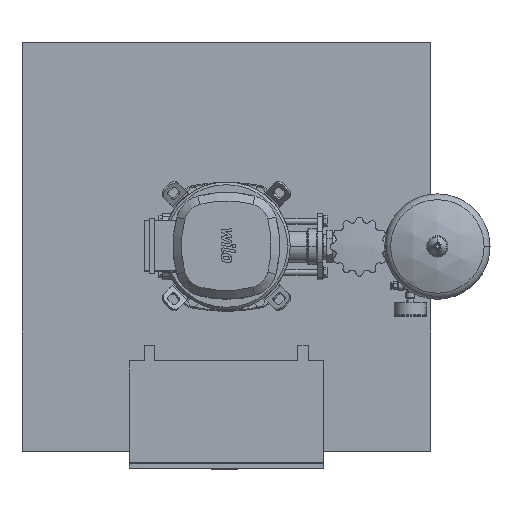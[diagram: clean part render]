
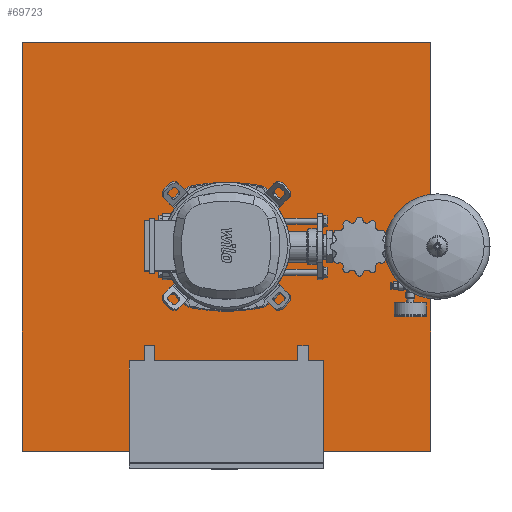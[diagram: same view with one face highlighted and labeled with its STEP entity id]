
A CAD part, top view. The second image highlights one B-rep face of the part: STEP entity #69723.
In plain terms, the highlighted planar face has unit normal (0, 0, 1).
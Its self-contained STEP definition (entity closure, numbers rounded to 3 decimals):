
#69684=CARTESIAN_POINT('',(-400.0,0.,125.0));
#69685=DIRECTION('',(0.0,0.0,1.0));
#69686=DIRECTION('',(0.0,-1.0,0.0));
#69687=AXIS2_PLACEMENT_3D('',#69684,#69685,#69686);
#69688=PLANE('',#69687);
#69689=CARTESIAN_POINT('',(400.0,-400.0,125.));
#69690=VERTEX_POINT('',#69689);
#69691=CARTESIAN_POINT('',(400.0,400.0,125.));
#69692=VERTEX_POINT('',#69691);
#69693=CARTESIAN_POINT('',(400.0,-400.0,125.));
#69694=DIRECTION('',(0.0,1.0,0.0));
#69695=VECTOR('',#69694,800.0);
#69696=LINE('',#69693,#69695);
#69697=EDGE_CURVE('',#69690,#69692,#69696,.T.);
#69698=ORIENTED_EDGE('',*,*,#69697,.T.);
#69699=CARTESIAN_POINT('',(-400.0,400.0,125.));
#69700=VERTEX_POINT('',#69699);
#69701=CARTESIAN_POINT('',(-400.0,400.0,125.));
#69702=DIRECTION('',(1.0,0.0,0.0));
#69703=VECTOR('',#69702,800.0);
#69704=LINE('',#69701,#69703);
#69705=EDGE_CURVE('',#69700,#69692,#69704,.T.);
#69706=ORIENTED_EDGE('',*,*,#69705,.F.);
#69707=CARTESIAN_POINT('',(-400.0,-400.0,125.));
#69708=VERTEX_POINT('',#69707);
#69709=CARTESIAN_POINT('',(-400.0,400.0,125.));
#69710=DIRECTION('',(0.0,-1.0,0.0));
#69711=VECTOR('',#69710,800.0);
#69712=LINE('',#69709,#69711);
#69713=EDGE_CURVE('',#69700,#69708,#69712,.T.);
#69714=ORIENTED_EDGE('',*,*,#69713,.T.);
#69715=CARTESIAN_POINT('',(-400.0,-400.0,125.));
#69716=DIRECTION('',(1.0,0.0,0.0));
#69717=VECTOR('',#69716,800.0);
#69718=LINE('',#69715,#69717);
#69719=EDGE_CURVE('',#69708,#69690,#69718,.T.);
#69720=ORIENTED_EDGE('',*,*,#69719,.T.);
#69721=EDGE_LOOP('',(#69698,#69706,#69714,#69720));
#69722=FACE_OUTER_BOUND('',#69721,.T.);
#69723=ADVANCED_FACE('',(#69722),#69688,.T.);
